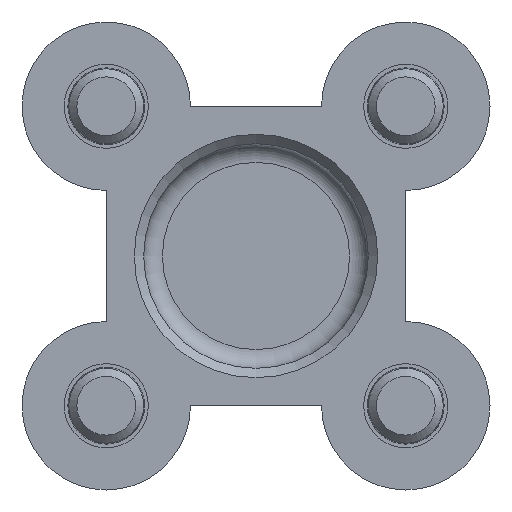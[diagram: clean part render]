
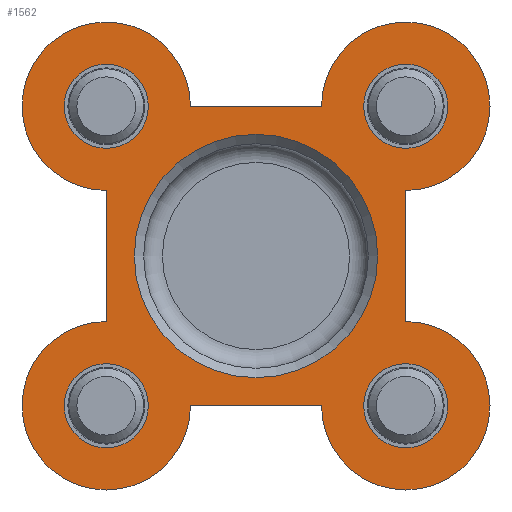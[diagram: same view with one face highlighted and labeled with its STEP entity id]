
A CAD part, front view. The second image highlights one B-rep face of the part: STEP entity #1562.
In plain terms, the highlighted planar face has unit normal (0, -1, 0).
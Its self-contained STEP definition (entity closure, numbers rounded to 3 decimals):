
#128=CIRCLE('',#1660,4.5);
#130=CIRCLE('',#1663,4.5);
#132=CIRCLE('',#1667,4.5);
#134=CIRCLE('',#1674,4.5);
#135=CIRCLE('',#1677,6.5);
#136=CIRCLE('',#1678,2.25);
#137=CIRCLE('',#1679,2.25);
#138=CIRCLE('',#1680,2.25);
#139=CIRCLE('',#1681,2.25);
#345=ORIENTED_EDGE('',*,*,#603,.F.);
#346=ORIENTED_EDGE('',*,*,#604,.F.);
#347=ORIENTED_EDGE('',*,*,#605,.F.);
#348=ORIENTED_EDGE('',*,*,#606,.F.);
#349=ORIENTED_EDGE('',*,*,#607,.F.);
#350=ORIENTED_EDGE('',*,*,#584,.F.);
#351=ORIENTED_EDGE('',*,*,#599,.F.);
#352=ORIENTED_EDGE('',*,*,#595,.F.);
#353=ORIENTED_EDGE('',*,*,#592,.F.);
#354=ORIENTED_EDGE('',*,*,#568,.F.);
#355=ORIENTED_EDGE('',*,*,#602,.F.);
#356=ORIENTED_EDGE('',*,*,#559,.F.);
#357=ORIENTED_EDGE('',*,*,#589,.F.);
#559=EDGE_CURVE('',#718,#719,#802,.T.);
#568=EDGE_CURVE('',#722,#723,#809,.T.);
#584=EDGE_CURVE('',#726,#727,#824,.T.);
#589=EDGE_CURVE('',#727,#718,#128,.T.);
#592=EDGE_CURVE('',#723,#730,#130,.T.);
#595=EDGE_CURVE('',#730,#731,#830,.T.);
#599=EDGE_CURVE('',#731,#726,#132,.T.);
#602=EDGE_CURVE('',#719,#722,#134,.T.);
#603=EDGE_CURVE('',#733,#733,#135,.T.);
#604=EDGE_CURVE('',#734,#734,#136,.T.);
#605=EDGE_CURVE('',#735,#735,#137,.T.);
#606=EDGE_CURVE('',#736,#736,#138,.T.);
#607=EDGE_CURVE('',#737,#737,#139,.T.);
#718=VERTEX_POINT('',#2340);
#719=VERTEX_POINT('',#2342);
#722=VERTEX_POINT('',#2355);
#723=VERTEX_POINT('',#2357);
#726=VERTEX_POINT('',#2384);
#727=VERTEX_POINT('',#2386);
#730=VERTEX_POINT('',#2398);
#731=VERTEX_POINT('',#2405);
#733=VERTEX_POINT('',#2423);
#734=VERTEX_POINT('',#2425);
#735=VERTEX_POINT('',#2427);
#736=VERTEX_POINT('',#2429);
#737=VERTEX_POINT('',#2431);
#802=LINE('',#2341,#876);
#809=LINE('',#2356,#883);
#824=LINE('',#2385,#898);
#830=LINE('',#2404,#904);
#876=VECTOR('',#1835,1000.);
#883=VECTOR('',#1850,1000.);
#898=VECTOR('',#1885,1000.);
#904=VECTOR('',#1909,1000.);
#955=EDGE_LOOP('',(#345));
#956=EDGE_LOOP('',(#346));
#957=EDGE_LOOP('',(#347));
#958=EDGE_LOOP('',(#348));
#959=EDGE_LOOP('',(#349));
#960=EDGE_LOOP('',(#350,#351,#352,#353,#354,#355,#356,#357));
#1063=FACE_BOUND('',#955,.T.);
#1064=FACE_BOUND('',#956,.T.);
#1065=FACE_BOUND('',#957,.T.);
#1066=FACE_BOUND('',#958,.T.);
#1067=FACE_BOUND('',#959,.T.);
#1068=FACE_BOUND('',#960,.T.);
#1157=PLANE('',#1676);
#1562=ADVANCED_FACE('',(#1063,#1064,#1065,#1066,#1067,#1068),#1157,.F.);
#1660=AXIS2_PLACEMENT_3D('',#2394,#1896,#1897);
#1663=AXIS2_PLACEMENT_3D('',#2400,#1903,#1904);
#1667=AXIS2_PLACEMENT_3D('',#2411,#1916,#1917);
#1674=AXIS2_PLACEMENT_3D('',#2419,#1931,#1932);
#1676=AXIS2_PLACEMENT_3D('',#2421,#1935,#1936);
#1677=AXIS2_PLACEMENT_3D('',#2422,#1937,#1938);
#1678=AXIS2_PLACEMENT_3D('',#2424,#1939,#1940);
#1679=AXIS2_PLACEMENT_3D('',#2426,#1941,#1942);
#1680=AXIS2_PLACEMENT_3D('',#2428,#1943,#1944);
#1681=AXIS2_PLACEMENT_3D('',#2430,#1945,#1946);
#1835=DIRECTION('',(1.,0.,0.));
#1850=DIRECTION('',(0.,0.,-1.));
#1885=DIRECTION('',(0.,0.,1.));
#1896=DIRECTION('',(0.,1.,0.));
#1897=DIRECTION('',(1.,0.,0.));
#1903=DIRECTION('',(0.,1.,0.));
#1904=DIRECTION('',(1.,0.,0.));
#1909=DIRECTION('',(-1.,0.,0.));
#1916=DIRECTION('',(0.,1.,0.));
#1917=DIRECTION('',(1.,0.,0.));
#1931=DIRECTION('',(0.,1.,0.));
#1932=DIRECTION('',(1.,0.,0.));
#1935=DIRECTION('',(0.,1.,0.));
#1936=DIRECTION('',(0.,0.,1.));
#1937=DIRECTION('',(0.,-1.,0.));
#1938=DIRECTION('',(0.,0.,-1.));
#1939=DIRECTION('',(0.,-1.,0.));
#1940=DIRECTION('',(0.,0.,-1.));
#1941=DIRECTION('',(0.,-1.,0.));
#1942=DIRECTION('',(0.,0.,-1.));
#1943=DIRECTION('',(0.,-1.,0.));
#1944=DIRECTION('',(0.,0.,-1.));
#1945=DIRECTION('',(0.,-1.,0.));
#1946=DIRECTION('',(0.,0.,-1.));
#2340=CARTESIAN_POINT('',(-3.5,0.,8.));
#2341=CARTESIAN_POINT('',(-3.5,0.,8.));
#2342=CARTESIAN_POINT('',(3.5,0.,8.));
#2355=CARTESIAN_POINT('',(8.,0.,3.5));
#2356=CARTESIAN_POINT('',(8.,0.,3.5));
#2357=CARTESIAN_POINT('',(8.,0.,-3.5));
#2384=CARTESIAN_POINT('',(-8.,0.,-3.5));
#2385=CARTESIAN_POINT('',(-8.,0.,-3.5));
#2386=CARTESIAN_POINT('',(-8.,0.,3.5));
#2394=CARTESIAN_POINT('',(-8.,0.,8.));
#2398=CARTESIAN_POINT('',(3.5,0.,-8.));
#2400=CARTESIAN_POINT('',(8.,0.,-8.));
#2404=CARTESIAN_POINT('',(3.5,0.,-8.));
#2405=CARTESIAN_POINT('',(-3.5,0.,-8.));
#2411=CARTESIAN_POINT('',(-8.,0.,-8.));
#2419=CARTESIAN_POINT('',(8.,0.,8.));
#2421=CARTESIAN_POINT('',(-8.,0.,8.));
#2422=CARTESIAN_POINT('',(0.,0.,0.));
#2423=CARTESIAN_POINT('',(0.,0.,-6.5));
#2424=CARTESIAN_POINT('',(-8.,0.,8.));
#2425=CARTESIAN_POINT('',(-8.,0.,5.75));
#2426=CARTESIAN_POINT('',(-8.,0.,-8.));
#2427=CARTESIAN_POINT('',(-8.,0.,-10.25));
#2428=CARTESIAN_POINT('',(8.,0.,-8.));
#2429=CARTESIAN_POINT('',(8.,0.,-10.25));
#2430=CARTESIAN_POINT('',(8.,0.,8.));
#2431=CARTESIAN_POINT('',(8.,0.,5.75));
